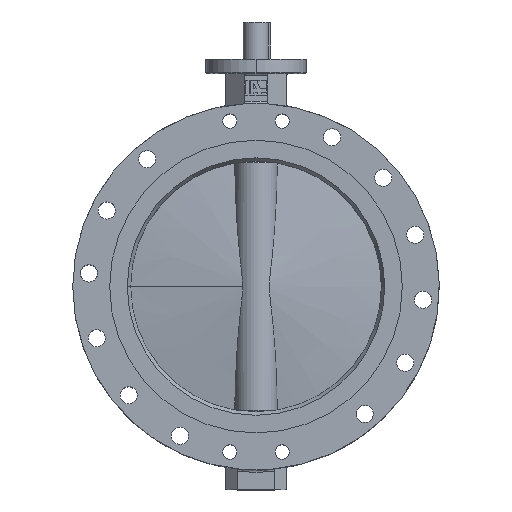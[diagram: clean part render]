
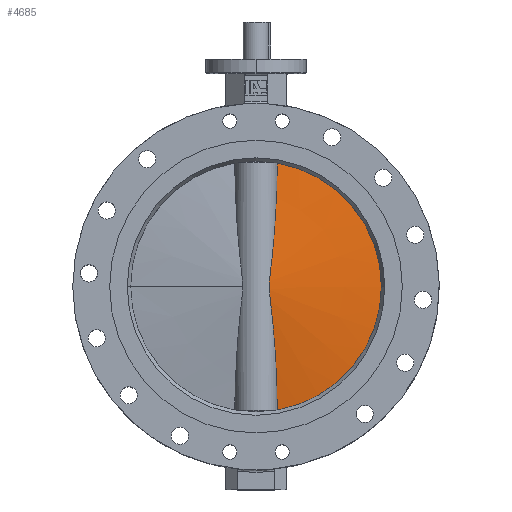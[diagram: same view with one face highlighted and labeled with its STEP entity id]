
A CAD part, top view. The second image highlights one B-rep face of the part: STEP entity #4685.
In plain terms, the highlighted conical face has half-angle 82.617 degrees and reference radius 219.964 mm.
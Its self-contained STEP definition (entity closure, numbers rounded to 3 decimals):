
#312 = B_SPLINE_CURVE_WITH_KNOTS ( 'NONE', 3,
 ( #5916, #5917, #5921, #5922, #5923, #5924, #5925, #5926, #5927, #5928, #5929, #5930, #5931, #5932, #5933, #5934, #5935, #5936, #5937, #5938, #5939, #5940, #5941, #5942, #5943, #5944, #5945, #5946, #5947, #5948, #5949, #5950, #5951, #5952, #5953, #5954, #5955, #5956, #5957, #5958, #5959, #5960, #5961, #5962 ),
 .UNSPECIFIED., .F., .F.,
 ( 4, 2, 2, 2, 2, 2, 2, 2, 2, 2, 2, 2, 2, 2, 2, 2, 2, 2, 2, 2, 2, 4 ),
 ( -0.195, -0.141, -0.087, -0.06, -0.033, -0.019, -0.006, 0.001, 0.008, 0.015, 0.021, 0.028, 0.035, 0.042, 0.048, 0.062, 0.075, 0.102, 0.13, 0.157, 0.184, 0.238 ),
 .UNSPECIFIED. ) ;
#550 = CIRCLE ( 'NONE', #7449, 219.106 ) ;
#870 = FACE_OUTER_BOUND ( 'NONE', #6145, .T. ) ;
#874 = CONICAL_SURFACE ( 'NONE', #1955, 219.964, 1.442 ) ;
#928 = DIRECTION ( 'NONE',  ( 0., 0., 1. ) ) ;
#1955 = AXIS2_PLACEMENT_3D ( 'NONE', #2207, #2208, #2206 ) ;
#2206 = DIRECTION ( 'NONE',  ( 0., 0., -1. ) ) ;
#2207 = CARTESIAN_POINT ( 'NONE',  ( -4., 0., 0. ) ) ;
#2208 = DIRECTION ( 'NONE',  ( 1., 0., 0. ) ) ;
#2599 = CARTESIAN_POINT ( 'NONE',  ( -4.111, -215.913, 37.274 ) ) ;
#2600 = CARTESIAN_POINT ( 'NONE',  ( -4.111, 0., 219.106 ) ) ;
#2613 = CARTESIAN_POINT ( 'NONE',  ( -4.111, 215.913, 37.274 ) ) ;
#3224 = ORIENTED_EDGE ( 'NONE', *, *, #3723, .F. ) ;
#3225 = ORIENTED_EDGE ( 'NONE', *, *, #3439, .T. ) ;
#3226 = ORIENTED_EDGE ( 'NONE', *, *, #3724, .T. ) ;
#3439 = EDGE_CURVE ( 'NONE', #6046, #6047, #7035, .T. ) ;
#3723 = EDGE_CURVE ( 'NONE', #6046, #6060, #312, .T. ) ;
#3724 = EDGE_CURVE ( 'NONE', #6047, #6060, #550, .T. ) ;
#4685 = ADVANCED_FACE ( 'NONE', ( #870 ), #874, .T. ) ;
#4898 = CARTESIAN_POINT ( 'NONE',  ( -4.111, 0., 0. ) ) ;
#4899 = DIRECTION ( 'NONE',  ( -1., 0., 0. ) ) ;
#4900 = DIRECTION ( 'NONE',  ( 0., 0., 1. ) ) ;
#5354 = DIRECTION ( 'NONE',  ( -1., 0., 0. ) ) ;
#5502 = CARTESIAN_POINT ( 'NONE',  ( -4.111, 0., 0. ) ) ;
#5916 = CARTESIAN_POINT ( 'NONE',  ( -4.111, -215.913, 37.274 ) ) ;
#5917 = CARTESIAN_POINT ( 'NONE',  ( -6.414, -197.921, 37.02 ) ) ;
#5921 = CARTESIAN_POINT ( 'NONE',  ( -8.714, -179.932, 36.552 ) ) ;
#5922 = CARTESIAN_POINT ( 'NONE',  ( -13.303, -143.967, 35.143 ) ) ;
#5923 = CARTESIAN_POINT ( 'NONE',  ( -15.592, -126.002, 34.203 ) ) ;
#5924 = CARTESIAN_POINT ( 'NONE',  ( -18.997, -99.086, 32.358 ) ) ;
#5925 = CARTESIAN_POINT ( 'NONE',  ( -20.128, -90.119, 31.67 ) ) ;
#5926 = CARTESIAN_POINT ( 'NONE',  ( -22.369, -72.197, 30.129 ) ) ;
#5927 = CARTESIAN_POINT ( 'NONE',  ( -23.481, -63.241, 29.274 ) ) ;
#5928 = CARTESIAN_POINT ( 'NONE',  ( -25.108, -49.812, 27.863 ) ) ;
#5929 = CARTESIAN_POINT ( 'NONE',  ( -25.643, -45.337, 27.371 ) ) ;
#5930 = CARTESIAN_POINT ( 'NONE',  ( -26.685, -36.385, 26.357 ) ) ;
#5931 = CARTESIAN_POINT ( 'NONE',  ( -27.192, -31.908, 25.833 ) ) ;
#5932 = CARTESIAN_POINT ( 'NONE',  ( -27.9, -25.187, 25.059 ) ) ;
#5933 = CARTESIAN_POINT ( 'NONE',  ( -28.127, -22.944, 24.804 ) ) ;
#5934 = CARTESIAN_POINT ( 'NONE',  ( -28.55, -18.456, 24.316 ) ) ;
#5935 = CARTESIAN_POINT ( 'NONE',  ( -28.746, -16.211, 24.083 ) ) ;
#5936 = CARTESIAN_POINT ( 'NONE',  ( -29.086, -11.718, 23.671 ) ) ;
#5937 = CARTESIAN_POINT ( 'NONE',  ( -29.23, -9.47, 23.493 ) ) ;
#5938 = CARTESIAN_POINT ( 'NONE',  ( -29.433, -4.969, 23.237 ) ) ;
#5939 = CARTESIAN_POINT ( 'NONE',  ( -29.493, -2.716, 23.161 ) ) ;
#5940 = CARTESIAN_POINT ( 'NONE',  ( -29.507, 1.797, 23.143 ) ) ;
#5941 = CARTESIAN_POINT ( 'NONE',  ( -29.461, 4.057, 23.202 ) ) ;
#5942 = CARTESIAN_POINT ( 'NONE',  ( -29.279, 8.582, 23.431 ) ) ;
#5943 = CARTESIAN_POINT ( 'NONE',  ( -29.143, 10.85, 23.6 ) ) ;
#5944 = CARTESIAN_POINT ( 'NONE',  ( -28.815, 15.377, 24. ) ) ;
#5945 = CARTESIAN_POINT ( 'NONE',  ( -28.623, 17.634, 24.23 ) ) ;
#5946 = CARTESIAN_POINT ( 'NONE',  ( -28.206, 22.143, 24.714 ) ) ;
#5947 = CARTESIAN_POINT ( 'NONE',  ( -27.981, 24.394, 24.969 ) ) ;
#5948 = CARTESIAN_POINT ( 'NONE',  ( -27.277, 31.143, 25.743 ) ) ;
#5949 = CARTESIAN_POINT ( 'NONE',  ( -26.77, 35.637, 26.271 ) ) ;
#5950 = CARTESIAN_POINT ( 'NONE',  ( -25.728, 44.625, 27.292 ) ) ;
#5951 = CARTESIAN_POINT ( 'NONE',  ( -25.191, 49.119, 27.788 ) ) ;
#5952 = CARTESIAN_POINT ( 'NONE',  ( -23.56, 62.602, 29.211 ) ) ;
#5953 = CARTESIAN_POINT ( 'NONE',  ( -22.444, 71.595, 30.073 ) ) ;
#5954 = CARTESIAN_POINT ( 'NONE',  ( -20.194, 89.593, 31.628 ) ) ;
#5955 = CARTESIAN_POINT ( 'NONE',  ( -19.059, 98.598, 32.322 ) ) ;
#5956 = CARTESIAN_POINT ( 'NONE',  ( -16.779, 116.62, 33.562 ) ) ;
#5957 = CARTESIAN_POINT ( 'NONE',  ( -15.634, 125.636, 34.108 ) ) ;
#5958 = CARTESIAN_POINT ( 'NONE',  ( -13.339, 143.68, 35.07 ) ) ;
#5959 = CARTESIAN_POINT ( 'NONE',  ( -12.188, 152.707, 35.485 ) ) ;
#5960 = CARTESIAN_POINT ( 'NONE',  ( -8.733, 179.788, 36.549 ) ) ;
#5961 = CARTESIAN_POINT ( 'NONE',  ( -6.423, 197.848, 37.019 ) ) ;
#5962 = CARTESIAN_POINT ( 'NONE',  ( -4.111, 215.913, 37.274 ) ) ;
#6046 = VERTEX_POINT ( 'NONE', #2599 ) ;
#6047 = VERTEX_POINT ( 'NONE', #2600 ) ;
#6060 = VERTEX_POINT ( 'NONE', #2613 ) ;
#6145 = EDGE_LOOP ( 'NONE', ( #3224, #3225, #3226 ) ) ;
#7035 = CIRCLE ( 'NONE', #7340, 219.106 ) ;
#7340 = AXIS2_PLACEMENT_3D ( 'NONE', #4898, #4899, #4900 ) ;
#7449 = AXIS2_PLACEMENT_3D ( 'NONE', #5502, #5354, #928 ) ;
